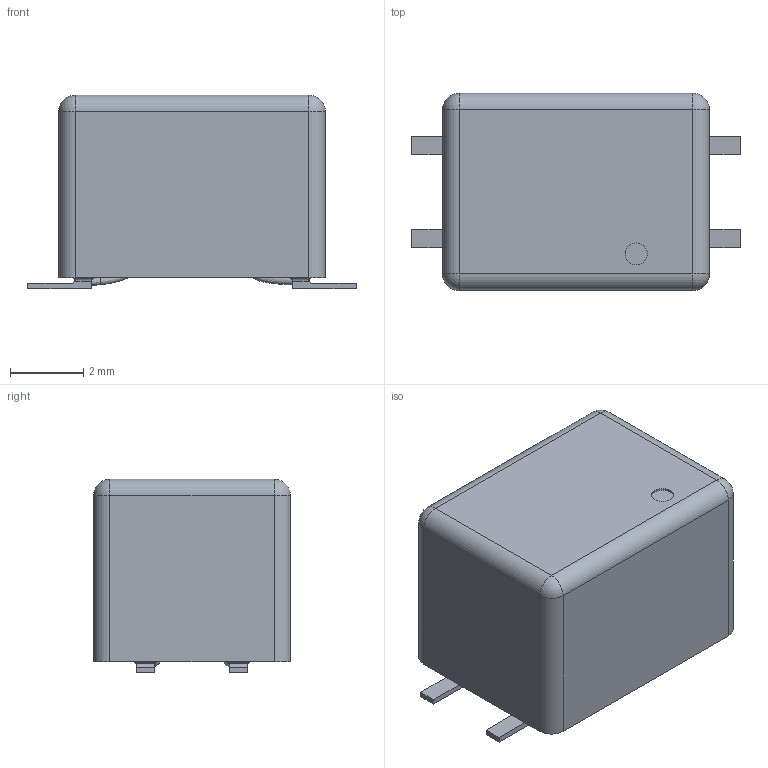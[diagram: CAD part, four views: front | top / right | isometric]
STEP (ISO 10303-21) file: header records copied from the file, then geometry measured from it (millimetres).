
FILE_DESCRIPTION(/* description */ (''),/* implementation_level */ '2;1');
FILE_NAME(/* name */ 'Bourns - DR331.step',/* time_stamp */ '2020-04-29T05:27:44+01:00',/* author */ (''),/* organization */ (''),/* preprocessor_version */ 'ST-DEVELOPER v18.1',/* originating_system */ 'Autodesk Translation Framework v9.2.0.1227',/* authorisation */ '');
FILE_SCHEMA (('AUTOMOTIVE_DESIGN { 1 0 10303 214 3 1 1 }'));
Length unit declared in the file: millimetre
Products named in the file (1): Bourns-DR331
Bounding box: 9 x 5.4 x 5.3 mm (x, y, z)
Volume: 150.8 mm3; surface area: 302.1 mm2
Topology: 1 solids, 1 shells, 109 faces, 385 edges, 245 vertices
Faces by surface type: cylinder 40, plane 37, bspline 14, torus 14, sphere 4
Full cylindrical faces by diameter (mm): 0.6 x1, 2.1 x1, 3.5 x1
Entity records: 10563 total; most frequent: CARTESIAN_POINT 7248, ORIENTED_EDGE 770, DIRECTION 576, EDGE_CURVE 385, VERTEX_POINT 245, AXIS2_PLACEMENT_3D 230, EDGE_LOOP 136, B_SPLINE_CURVE_WITH_KNOTS 135
